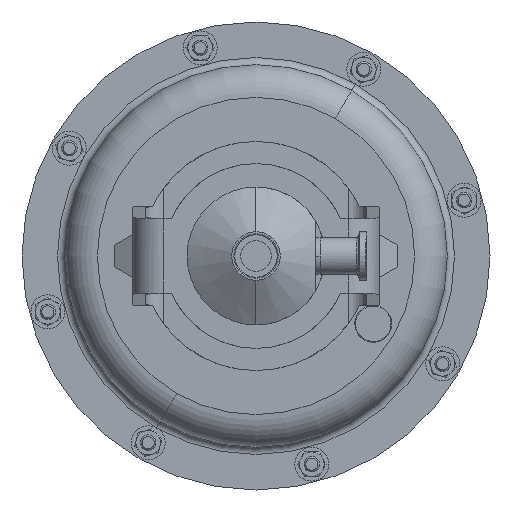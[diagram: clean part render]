
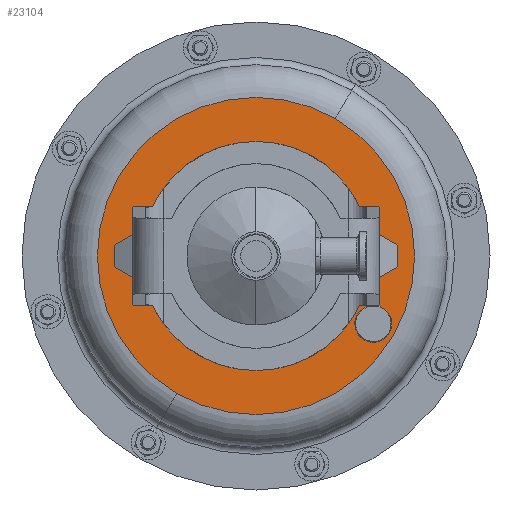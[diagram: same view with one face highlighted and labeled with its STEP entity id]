
A CAD part, front view. The second image highlights one B-rep face of the part: STEP entity #23104.
In plain terms, the highlighted planar face has unit normal (0, -1, 0).
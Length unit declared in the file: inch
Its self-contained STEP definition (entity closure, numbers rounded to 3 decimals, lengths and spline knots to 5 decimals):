
#458 = CIRCLE ( 'NONE', #1277, 0.375 ) ;
#629 = CARTESIAN_POINT ( 'NONE',  ( 2.1546, 8.563, -1.67351 ) ) ;
#1132 = AXIS2_PLACEMENT_3D ( 'NONE', #25641, #29841, #21008 ) ;
#1236 = ORIENTED_EDGE ( 'NONE', *, *, #6181, .F. ) ;
#1277 = AXIS2_PLACEMENT_3D ( 'NONE', #14635, #19267, #5416 ) ;
#1607 = FACE_BOUND ( 'NONE', #22816, .T. ) ;
#2454 = VERTEX_POINT ( 'NONE', #629 ) ;
#2458 = VERTEX_POINT ( 'NONE', #25696 ) ;
#2514 = ORIENTED_EDGE ( 'NONE', *, *, #21826, .F. ) ;
#2553 = EDGE_CURVE ( 'NONE', #21279, #2454, #26546, .T. ) ;
#2960 = AXIS2_PLACEMENT_3D ( 'NONE', #9068, #6720, #22795 ) ;
#3691 = AXIS2_PLACEMENT_3D ( 'NONE', #10917, #17934, #4000 ) ;
#3831 = CARTESIAN_POINT ( 'NONE',  ( 2.60854, 8.563, -1.07649 ) ) ;
#4000 = DIRECTION ( 'NONE',  ( 0.5, 0., 0.866 ) ) ;
#4763 = CIRCLE ( 'NONE', #16205, 2.325 ) ;
#4781 = PLANE ( 'NONE',  #25597 ) ;
#5416 = DIRECTION ( 'NONE',  ( 0.605, 0., 0.796 ) ) ;
#5529 = EDGE_LOOP ( 'NONE', ( #2514, #1236 ) ) ;
#6181 = EDGE_CURVE ( 'NONE', #12028, #18787, #29123, .T. ) ;
#6560 = CARTESIAN_POINT ( 'NONE',  ( 0., 8.563, 0. ) ) ;
#6720 = DIRECTION ( 'NONE',  ( 0., 1., 0. ) ) ;
#7790 = DIRECTION ( 'NONE',  ( 0., 1., 0. ) ) ;
#8186 = CARTESIAN_POINT ( 'NONE',  ( 0., 8.563, 2.325 ) ) ;
#8694 = ORIENTED_EDGE ( 'NONE', *, *, #2553, .T. ) ;
#8881 = CIRCLE ( 'NONE', #3691, 3.219 ) ;
#8988 = DIRECTION ( 'NONE',  ( 0., 1., 0. ) ) ;
#9068 = CARTESIAN_POINT ( 'NONE',  ( 0., 8.563, 0. ) ) ;
#9134 = VERTEX_POINT ( 'NONE', #8186 ) ;
#9606 = FACE_OUTER_BOUND ( 'NONE', #5529, .T. ) ;
#10347 = CARTESIAN_POINT ( 'NONE',  ( 2.38157, 8.563, -1.375 ) ) ;
#10917 = CARTESIAN_POINT ( 'NONE',  ( 0., 8.563, 0. ) ) ;
#12028 = VERTEX_POINT ( 'NONE', #23770 ) ;
#12884 = EDGE_CURVE ( 'NONE', #9134, #2458, #25936, .T. ) ;
#14635 = CARTESIAN_POINT ( 'NONE',  ( 2.38157, 8.563, -1.375 ) ) ;
#15013 = ORIENTED_EDGE ( 'NONE', *, *, #19273, .T. ) ;
#15875 = ORIENTED_EDGE ( 'NONE', *, *, #19739, .T. ) ;
#16205 = AXIS2_PLACEMENT_3D ( 'NONE', #6560, #8988, #27321 ) ;
#17116 = FACE_BOUND ( 'NONE', #22121, .T. ) ;
#17934 = DIRECTION ( 'NONE',  ( 0., 1., 0. ) ) ;
#18514 = CARTESIAN_POINT ( 'NONE',  ( 2.78774, 8.563, -1.6095 ) ) ;
#18787 = VERTEX_POINT ( 'NONE', #19492 ) ;
#19267 = DIRECTION ( 'NONE',  ( 0., 1., 0. ) ) ;
#19273 = EDGE_CURVE ( 'NONE', #2454, #21279, #458, .T. ) ;
#19492 = CARTESIAN_POINT ( 'NONE',  ( 1.6095, 8.563, 2.78774 ) ) ;
#19499 = DIRECTION ( 'NONE',  ( 0.605, 0., 0.796 ) ) ;
#19739 = EDGE_CURVE ( 'NONE', #2458, #9134, #4763, .T. ) ;
#20932 = DIRECTION ( 'NONE',  ( -0.5, 0., -0.866 ) ) ;
#21008 = DIRECTION ( 'NONE',  ( 0.5, 0., 0.866 ) ) ;
#21279 = VERTEX_POINT ( 'NONE', #3831 ) ;
#21826 = EDGE_CURVE ( 'NONE', #18787, #12028, #8881, .T. ) ;
#22121 = EDGE_LOOP ( 'NONE', ( #15875, #22586 ) ) ;
#22586 = ORIENTED_EDGE ( 'NONE', *, *, #12884, .T. ) ;
#22795 = DIRECTION ( 'NONE',  ( 0., 0., -1. ) ) ;
#22816 = EDGE_LOOP ( 'NONE', ( #8694, #15013 ) ) ;
#23104 = ADVANCED_FACE ( 'NONE', ( #17116, #9606, #1607 ), #4781, .T. ) ;
#23770 = CARTESIAN_POINT ( 'NONE',  ( -1.6095, 8.563, -2.78774 ) ) ;
#25581 = DIRECTION ( 'NONE',  ( 0., -1., 0. ) ) ;
#25597 = AXIS2_PLACEMENT_3D ( 'NONE', #18514, #25581, #20932 ) ;
#25641 = CARTESIAN_POINT ( 'NONE',  ( 0., 8.563, 0. ) ) ;
#25696 = CARTESIAN_POINT ( 'NONE',  ( 0., 8.563, -2.325 ) ) ;
#25936 = CIRCLE ( 'NONE', #2960, 2.325 ) ;
#26546 = CIRCLE ( 'NONE', #29561, 0.375 ) ;
#27321 = DIRECTION ( 'NONE',  ( 0., 0., -1. ) ) ;
#29123 = CIRCLE ( 'NONE', #1132, 3.219 ) ;
#29561 = AXIS2_PLACEMENT_3D ( 'NONE', #10347, #7790, #19499 ) ;
#29841 = DIRECTION ( 'NONE',  ( 0., 1., 0. ) ) ;
